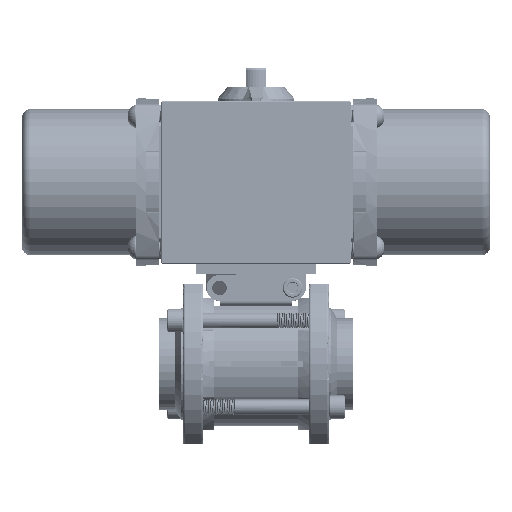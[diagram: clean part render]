
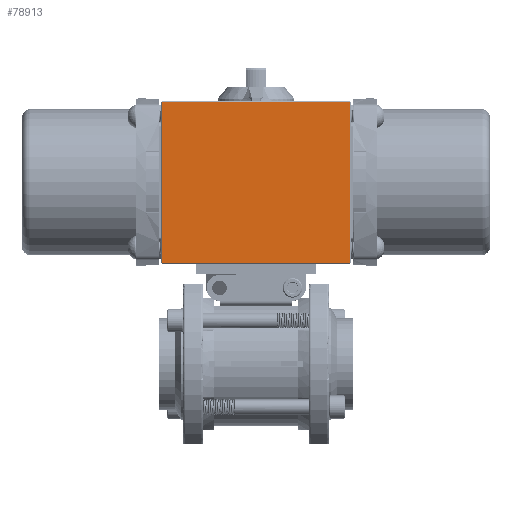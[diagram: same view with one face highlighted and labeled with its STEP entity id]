
A CAD part, top view. The second image highlights one B-rep face of the part: STEP entity #78913.
In plain terms, the highlighted planar face has unit normal (0, 0, 1).
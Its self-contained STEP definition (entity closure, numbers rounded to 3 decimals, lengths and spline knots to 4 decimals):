
#3444 = VECTOR ( 'NONE', #160057, 39.3701 ) ;
#3840 = DIRECTION ( 'NONE',  ( 0., -1., 0. ) ) ;
#4007 = FACE_OUTER_BOUND ( 'NONE', #61318, .T. ) ;
#4268 = VECTOR ( 'NONE', #122800, 39.3701 ) ;
#5897 = DIRECTION ( 'NONE',  ( -1., 0., 0. ) ) ;
#8760 = ORIENTED_EDGE ( 'NONE', *, *, #122054, .T. ) ;
#18980 = LINE ( 'NONE', #54022, #76745 ) ;
#29891 = CARTESIAN_POINT ( 'NONE',  ( -2.273, 6.303, 1.55 ) ) ;
#30344 = CARTESIAN_POINT ( 'NONE',  ( -2.253, 2.403, 1.55 ) ) ;
#32383 = VERTEX_POINT ( 'NONE', #36337 ) ;
#36337 = CARTESIAN_POINT ( 'NONE',  ( 2.253, 6.283, 1.55 ) ) ;
#36485 = VERTEX_POINT ( 'NONE', #161880 ) ;
#42741 = ORIENTED_EDGE ( 'NONE', *, *, #148538, .T. ) ;
#48122 = CARTESIAN_POINT ( 'NONE',  ( 2.253, 2.423, 1.55 ) ) ;
#54022 = CARTESIAN_POINT ( 'NONE',  ( 2.253, 6.303, 1.55 ) ) ;
#59987 = EDGE_CURVE ( 'NONE', #119236, #32383, #18980, .T. ) ;
#61318 = EDGE_LOOP ( 'NONE', ( #139009, #42741, #90015, #8760 ) ) ;
#62081 = LINE ( 'NONE', #30344, #4268 ) ;
#67443 = CARTESIAN_POINT ( 'NONE',  ( -2.273, 2.423, 1.55 ) ) ;
#71689 = CARTESIAN_POINT ( 'NONE',  ( -2.273, 6.283, 1.55 ) ) ;
#76745 = VECTOR ( 'NONE', #107207, 39.3701 ) ;
#78913 = ADVANCED_FACE ( 'NONE', ( #4007 ), #122323, .F. ) ;
#82197 = CARTESIAN_POINT ( 'NONE',  ( -2.253, 2.423, 1.55 ) ) ;
#82916 = DIRECTION ( 'NONE',  ( 0., 0., -1. ) ) ;
#90015 = ORIENTED_EDGE ( 'NONE', *, *, #127599, .T. ) ;
#91709 = AXIS2_PLACEMENT_3D ( 'NONE', #29891, #82916, #3840 ) ;
#98726 = VERTEX_POINT ( 'NONE', #82197 ) ;
#107207 = DIRECTION ( 'NONE',  ( 0., 1., 0. ) ) ;
#108913 = LINE ( 'NONE', #67443, #3444 ) ;
#118331 = LINE ( 'NONE', #71689, #122444 ) ;
#119236 = VERTEX_POINT ( 'NONE', #48122 ) ;
#122054 = EDGE_CURVE ( 'NONE', #98726, #119236, #108913, .T. ) ;
#122323 = PLANE ( 'NONE',  #91709 ) ;
#122444 = VECTOR ( 'NONE', #5897, 39.3701 ) ;
#122800 = DIRECTION ( 'NONE',  ( 0., -1., 0. ) ) ;
#127599 = EDGE_CURVE ( 'NONE', #36485, #98726, #62081, .T. ) ;
#139009 = ORIENTED_EDGE ( 'NONE', *, *, #59987, .T. ) ;
#148538 = EDGE_CURVE ( 'NONE', #32383, #36485, #118331, .T. ) ;
#160057 = DIRECTION ( 'NONE',  ( 1., 0., 0. ) ) ;
#161880 = CARTESIAN_POINT ( 'NONE',  ( -2.253, 6.283, 1.55 ) ) ;
